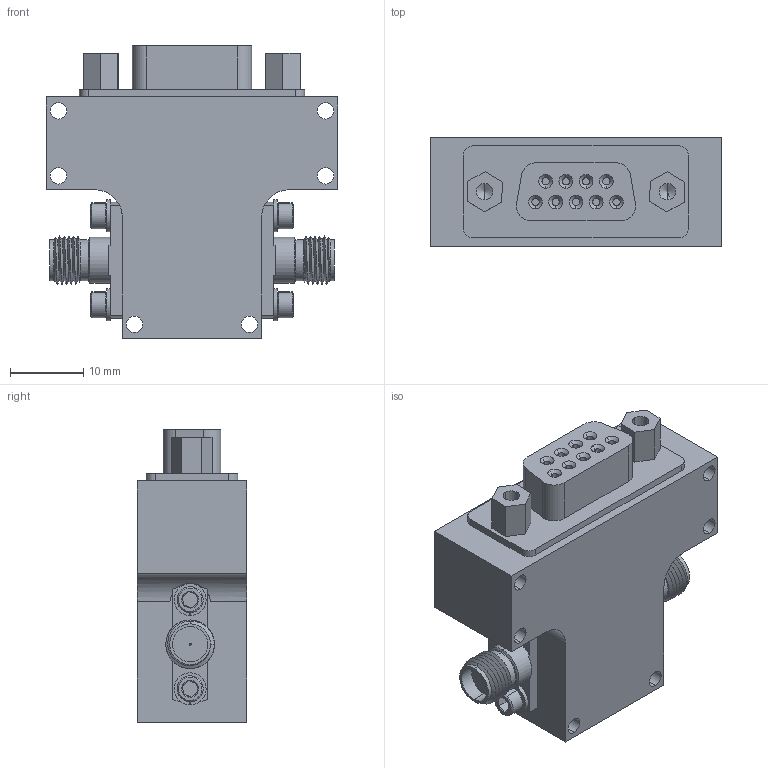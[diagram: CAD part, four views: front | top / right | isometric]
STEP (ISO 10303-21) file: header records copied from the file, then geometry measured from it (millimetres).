
FILE_DESCRIPTION (( 'STEP AP203' ), '1' );
FILE_NAME ('SKP-8521030936-SFSF-D1.STEP', '2018-10-30T18:16:23', ( '' ), ( '' ), 'SwSTEP 2.0', 'SolidWorks 2016', '' );
FILE_SCHEMA (( 'CONFIG_CONTROL_DESIGN' ));
Length unit declared in the file: inch
Products named in the file (1): SKP-8521030936-SFSF-D1
Bounding box: 39.88 x 14.99 x 40.02 mm (x, y, z)
Volume: 13750.3 mm3; surface area: 10643.5 mm2
Topology: 19 solids, 19 shells, 1071 faces, 2813 edges, 1798 vertices
Faces by surface type: cylinder 562, plane 319, cone 158, bspline 28, torus 4
Entity records: 47186 total; most frequent: CARTESIAN_POINT 23202, ORIENTED_EDGE 5562, DIRECTION 4435, EDGE_CURVE 2781, VERTEX_POINT 1798, AXIS2_PLACEMENT_3D 1593, VECTOR 1249, LINE 1249
